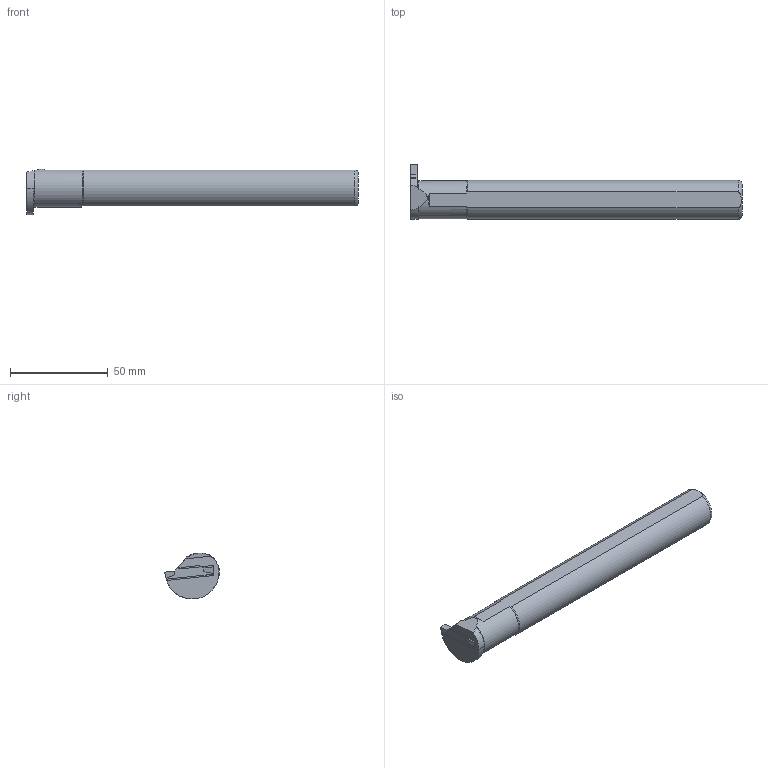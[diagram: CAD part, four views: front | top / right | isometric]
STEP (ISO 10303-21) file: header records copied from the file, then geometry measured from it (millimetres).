
FILE_DESCRIPTION(/* description */ (''),/* implementation_level */ '2;1');
FILE_NAME(/* name */ 'model1.stp',/* time_stamp */ '2023-10-10T21:31:18+03:00',/* author */ (''),/* organization */ (''),/* preprocessor_version */ 'ST-DEVELOPER v19.4',/* originating_system */ 'SIEMENS PLM Software NX2306.3001',/* authorisation */ '');
FILE_SCHEMA (('AUTOMOTIVE_DESIGN { 1 0 10303 214 3 1 1 1 }'));
Length unit declared in the file: millimetre
Products named in the file (1): model1_objects
Bounding box: 170 x 28 x 23.55 mm (x, y, z)
Volume: 51902.1 mm3; surface area: 11981.7 mm2
Topology: 2 solids, 2 shells, 53 faces, 140 edges, 91 vertices
Faces by surface type: plane 35, cylinder 14, torus 2, cone 2
Full cylindrical faces by diameter (mm): 19.5 x1
Entity records: 1945 total; most frequent: CARTESIAN_POINT 438, ORIENTED_EDGE 272, DIRECTION 264, EDGE_CURVE 136, AXIS2_PLACEMENT_3D 91, VERTEX_POINT 89, LINE 82, VECTOR 82
